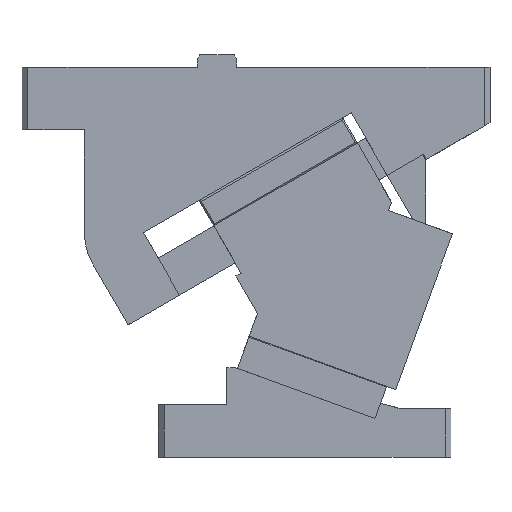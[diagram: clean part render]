
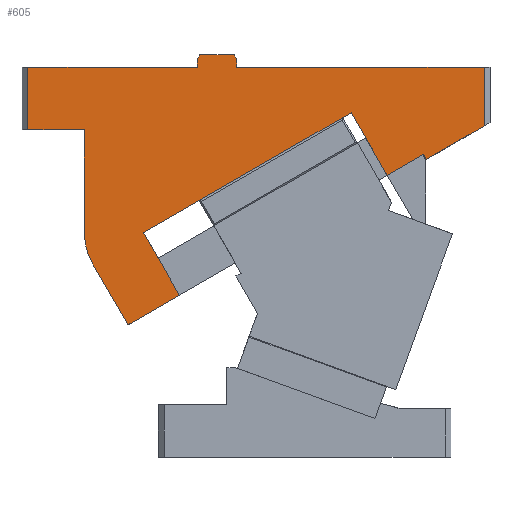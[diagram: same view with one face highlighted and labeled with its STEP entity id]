
A CAD part, front view. The second image highlights one B-rep face of the part: STEP entity #605.
In plain terms, the highlighted planar face has unit normal (0, -1, 0).
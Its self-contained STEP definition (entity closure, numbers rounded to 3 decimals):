
#228=CARTESIAN_POINT('Vertex',(40.,0.,200.)) ;
#232=CARTESIAN_POINT('Control Point',(40.,0.,200.)) ;
#233=CARTESIAN_POINT('Control Point',(65.4,0.,200.)) ;
#234=CARTESIAN_POINT('Control Point',(90.8,0.,200.)) ;
#235=CARTESIAN_POINT('Control Point',(116.2,0.,200.)) ;
#236=CARTESIAN_POINT('Control Point',(141.6,0.,200.)) ;
#237=CARTESIAN_POINT('Control Point',(167.,0.,200.)) ;
#238=CARTESIAN_POINT('Vertex',(167.,0.,200.)) ;
#401=CARTESIAN_POINT('Control Point',(167.,0.,169.934)) ;
#402=CARTESIAN_POINT('Control Point',(167.,0.,175.947)) ;
#403=CARTESIAN_POINT('Control Point',(167.,0.,181.96)) ;
#404=CARTESIAN_POINT('Control Point',(167.,0.,187.974)) ;
#405=CARTESIAN_POINT('Control Point',(167.,0.,193.987)) ;
#406=CARTESIAN_POINT('Control Point',(167.,0.,200.)) ;
#407=CARTESIAN_POINT('Vertex',(167.,0.,169.934)) ;
#422=CARTESIAN_POINT('Axis2P3D Location',(28.569,0.,41.437)) ;
#427=CARTESIAN_POINT('Line Origine',(20.,0.,202.25)) ;
#431=CARTESIAN_POINT('Vertex',(20.,0.,200.)) ;
#433=CARTESIAN_POINT('Vertex',(20.,0.,204.5)) ;
#437=CARTESIAN_POINT('Control Point',(-67.,0.,200.)) ;
#438=CARTESIAN_POINT('Control Point',(-49.6,0.,200.)) ;
#439=CARTESIAN_POINT('Control Point',(-32.2,0.,200.)) ;
#440=CARTESIAN_POINT('Control Point',(-14.8,0.,200.)) ;
#441=CARTESIAN_POINT('Control Point',(2.6,0.,200.)) ;
#442=CARTESIAN_POINT('Control Point',(20.,0.,200.)) ;
#443=CARTESIAN_POINT('Vertex',(-67.,0.,200.)) ;
#447=CARTESIAN_POINT('Control Point',(-67.,0.,168.)) ;
#448=CARTESIAN_POINT('Control Point',(-67.,0.,174.4)) ;
#449=CARTESIAN_POINT('Control Point',(-67.,0.,180.8)) ;
#450=CARTESIAN_POINT('Control Point',(-67.,0.,187.2)) ;
#451=CARTESIAN_POINT('Control Point',(-67.,0.,193.6)) ;
#452=CARTESIAN_POINT('Control Point',(-67.,0.,200.)) ;
#453=CARTESIAN_POINT('Vertex',(-67.,0.,168.)) ;
#456=CARTESIAN_POINT('Line Origine',(-52.5,0.,168.)) ;
#460=CARTESIAN_POINT('Vertex',(-38.,0.,168.)) ;
#463=CARTESIAN_POINT('Line Origine',(-38.,0.,141.337)) ;
#467=CARTESIAN_POINT('Vertex',(-38.,0.,114.674)) ;
#470=CARTESIAN_POINT('Axis2P3D Location',(-8.,0.,114.674)) ;
#474=CARTESIAN_POINT('Vertex',(-33.981,0.,99.674)) ;
#478=CARTESIAN_POINT('Control Point',(-15.659,0.,67.94)) ;
#479=CARTESIAN_POINT('Control Point',(-19.323,0.,74.287)) ;
#480=CARTESIAN_POINT('Control Point',(-22.988,0.,80.634)) ;
#481=CARTESIAN_POINT('Control Point',(-26.652,0.,86.981)) ;
#482=CARTESIAN_POINT('Control Point',(-30.316,0.,93.327)) ;
#483=CARTESIAN_POINT('Control Point',(-33.981,0.,99.674)) ;
#484=CARTESIAN_POINT('Vertex',(-15.659,0.,67.94)) ;
#488=CARTESIAN_POINT('Control Point',(-15.659,0.,67.94)) ;
#489=CARTESIAN_POINT('Control Point',(-10.376,0.,70.99)) ;
#490=CARTESIAN_POINT('Control Point',(-5.093,0.,74.04)) ;
#491=CARTESIAN_POINT('Control Point',(0.189,0.,77.09)) ;
#492=CARTESIAN_POINT('Control Point',(5.472,0.,80.14)) ;
#493=CARTESIAN_POINT('Control Point',(10.755,0.,83.19)) ;
#494=CARTESIAN_POINT('Vertex',(10.755,0.,83.19)) ;
#498=CARTESIAN_POINT('Control Point',(10.755,0.,83.19)) ;
#499=CARTESIAN_POINT('Control Point',(7.055,0.,89.598)) ;
#500=CARTESIAN_POINT('Control Point',(3.355,0.,96.007)) ;
#501=CARTESIAN_POINT('Control Point',(-0.345,0.,102.416)) ;
#502=CARTESIAN_POINT('Control Point',(-4.045,0.,108.824)) ;
#503=CARTESIAN_POINT('Control Point',(-7.745,0.,115.233)) ;
#504=CARTESIAN_POINT('Vertex',(-7.745,0.,115.233)) ;
#508=CARTESIAN_POINT('Control Point',(98.776,0.,176.733)) ;
#509=CARTESIAN_POINT('Control Point',(77.472,0.,164.433)) ;
#510=CARTESIAN_POINT('Control Point',(56.168,0.,152.133)) ;
#511=CARTESIAN_POINT('Control Point',(34.863,0.,139.833)) ;
#512=CARTESIAN_POINT('Control Point',(13.559,0.,127.533)) ;
#513=CARTESIAN_POINT('Control Point',(-7.745,0.,115.233)) ;
#514=CARTESIAN_POINT('Vertex',(98.776,0.,176.733)) ;
#518=CARTESIAN_POINT('Control Point',(117.276,0.,144.69)) ;
#519=CARTESIAN_POINT('Control Point',(113.576,0.,151.098)) ;
#520=CARTESIAN_POINT('Control Point',(109.876,0.,157.507)) ;
#521=CARTESIAN_POINT('Control Point',(106.176,0.,163.916)) ;
#522=CARTESIAN_POINT('Control Point',(102.476,0.,170.324)) ;
#523=CARTESIAN_POINT('Control Point',(98.776,0.,176.733)) ;
#524=CARTESIAN_POINT('Vertex',(117.276,0.,144.69)) ;
#527=CARTESIAN_POINT('Line Origine',(126.586,0.,150.065)) ;
#531=CARTESIAN_POINT('Vertex',(135.896,0.,155.44)) ;
#534=CARTESIAN_POINT('Line Origine',(136.646,0.,154.141)) ;
#538=CARTESIAN_POINT('Vertex',(137.396,0.,152.842)) ;
#542=CARTESIAN_POINT('Control Point',(137.396,0.,152.842)) ;
#543=CARTESIAN_POINT('Control Point',(137.717,0.,153.027)) ;
#544=CARTESIAN_POINT('Control Point',(138.037,0.,153.212)) ;
#545=CARTESIAN_POINT('Control Point',(138.358,0.,153.397)) ;
#546=CARTESIAN_POINT('Control Point',(138.679,0.,153.583)) ;
#547=CARTESIAN_POINT('Control Point',(139.,0.,153.768)) ;
#548=CARTESIAN_POINT('Vertex',(139.,0.,153.768)) ;
#551=CARTESIAN_POINT('Line Origine',(153.,0.,161.851)) ;
#556=CARTESIAN_POINT('Line Origine',(40.,0.,202.25)) ;
#560=CARTESIAN_POINT('Vertex',(40.,0.,204.5)) ;
#563=CARTESIAN_POINT('Line Origine',(39.423,0.,205.5)) ;
#567=CARTESIAN_POINT('Vertex',(38.845,0.,206.5)) ;
#570=CARTESIAN_POINT('Line Origine',(30.,0.,206.5)) ;
#574=CARTESIAN_POINT('Vertex',(21.155,0.,206.5)) ;
#577=CARTESIAN_POINT('Line Origine',(20.577,0.,205.5)) ;
#423=DIRECTION('Axis2P3D Direction',(0.,-1.,0.)) ;
#424=DIRECTION('Axis2P3D XDirection',(0.94,0.,-0.342)) ;
#428=DIRECTION('Vector Direction',(0.,0.,1.)) ;
#457=DIRECTION('Vector Direction',(1.,0.,0.)) ;
#464=DIRECTION('Vector Direction',(0.,0.,1.)) ;
#471=DIRECTION('Axis2P3D Direction',(0.,-1.,0.)) ;
#528=DIRECTION('Vector Direction',(0.866,0.,0.5)) ;
#535=DIRECTION('Vector Direction',(-0.5,0.,0.866)) ;
#552=DIRECTION('Vector Direction',(-0.866,0.,-0.5)) ;
#557=DIRECTION('Vector Direction',(0.,0.,1.)) ;
#564=DIRECTION('Vector Direction',(0.5,0.,-0.866)) ;
#571=DIRECTION('Vector Direction',(-1.,0.,0.)) ;
#578=DIRECTION('Vector Direction',(-0.5,0.,-0.866)) ;
#425=AXIS2_PLACEMENT_3D('Plane Axis2P3D',#422,#423,#424) ;
#472=AXIS2_PLACEMENT_3D('Circle Axis2P3D',#470,#471,$) ;
#583=ORIENTED_EDGE('',*,*,#435,.F.) ;
#584=ORIENTED_EDGE('',*,*,#445,.F.) ;
#585=ORIENTED_EDGE('',*,*,#455,.F.) ;
#586=ORIENTED_EDGE('',*,*,#462,.T.) ;
#587=ORIENTED_EDGE('',*,*,#469,.F.) ;
#588=ORIENTED_EDGE('',*,*,#476,.F.) ;
#589=ORIENTED_EDGE('',*,*,#486,.F.) ;
#590=ORIENTED_EDGE('',*,*,#496,.T.) ;
#591=ORIENTED_EDGE('',*,*,#506,.T.) ;
#592=ORIENTED_EDGE('',*,*,#516,.F.) ;
#593=ORIENTED_EDGE('',*,*,#526,.F.) ;
#594=ORIENTED_EDGE('',*,*,#533,.T.) ;
#595=ORIENTED_EDGE('',*,*,#540,.F.) ;
#596=ORIENTED_EDGE('',*,*,#550,.T.) ;
#597=ORIENTED_EDGE('',*,*,#555,.F.) ;
#598=ORIENTED_EDGE('',*,*,#409,.T.) ;
#599=ORIENTED_EDGE('',*,*,#240,.F.) ;
#600=ORIENTED_EDGE('',*,*,#562,.T.) ;
#601=ORIENTED_EDGE('',*,*,#569,.F.) ;
#602=ORIENTED_EDGE('',*,*,#576,.F.) ;
#603=ORIENTED_EDGE('',*,*,#581,.F.) ;
#429=VECTOR('Line Direction',#428,1.) ;
#458=VECTOR('Line Direction',#457,1.) ;
#465=VECTOR('Line Direction',#464,1.) ;
#529=VECTOR('Line Direction',#528,1.) ;
#536=VECTOR('Line Direction',#535,1.) ;
#553=VECTOR('Line Direction',#552,1.) ;
#558=VECTOR('Line Direction',#557,1.) ;
#565=VECTOR('Line Direction',#564,1.) ;
#572=VECTOR('Line Direction',#571,1.) ;
#579=VECTOR('Line Direction',#578,1.) ;
#605=ADVANCED_FACE('CAM HOLDER',(#604),#426,.T.) ;
#231=B_SPLINE_CURVE_WITH_KNOTS('',5,(#232,#233,#234,#235,#236,#237),.UNSPECIFIED.,.F.,.U.,(6,6),(0.,127.),.UNSPECIFIED.) ;
#400=B_SPLINE_CURVE_WITH_KNOTS('',5,(#401,#402,#403,#404,#405,#406),.UNSPECIFIED.,.F.,.U.,(6,6),(1.934,32.),.UNSPECIFIED.) ;
#436=B_SPLINE_CURVE_WITH_KNOTS('',5,(#437,#438,#439,#440,#441,#442),.UNSPECIFIED.,.F.,.U.,(6,6),(0.,87.),.UNSPECIFIED.) ;
#446=B_SPLINE_CURVE_WITH_KNOTS('',5,(#447,#448,#449,#450,#451,#452),.UNSPECIFIED.,.F.,.U.,(6,6),(0.,32.),.UNSPECIFIED.) ;
#477=B_SPLINE_CURVE_WITH_KNOTS('',5,(#478,#479,#480,#481,#482,#483),.UNSPECIFIED.,.F.,.U.,(6,6),(0.,36.644),.UNSPECIFIED.) ;
#487=B_SPLINE_CURVE_WITH_KNOTS('',5,(#488,#489,#490,#491,#492,#493),.UNSPECIFIED.,.F.,.U.,(6,6),(0.,30.5),.UNSPECIFIED.) ;
#497=B_SPLINE_CURVE_WITH_KNOTS('',5,(#498,#499,#500,#501,#502,#503),.UNSPECIFIED.,.F.,.U.,(6,6),(0.,37.),.UNSPECIFIED.) ;
#507=B_SPLINE_CURVE_WITH_KNOTS('',5,(#508,#509,#510,#511,#512,#513),.UNSPECIFIED.,.F.,.U.,(6,6),(0.,123.),.UNSPECIFIED.) ;
#517=B_SPLINE_CURVE_WITH_KNOTS('',5,(#518,#519,#520,#521,#522,#523),.UNSPECIFIED.,.F.,.U.,(6,6),(3.,40.),.UNSPECIFIED.) ;
#541=B_SPLINE_CURVE_WITH_KNOTS('',5,(#542,#543,#544,#545,#546,#547),.UNSPECIFIED.,.F.,.U.,(6,6),(21.5,23.353),.UNSPECIFIED.) ;
#473=CIRCLE('generated circle',#472,30.) ;
#240=EDGE_CURVE('',#229,#239,#231,.T.) ;
#409=EDGE_CURVE('',#408,#239,#400,.T.) ;
#435=EDGE_CURVE('',#432,#434,#430,.T.) ;
#445=EDGE_CURVE('',#444,#432,#436,.T.) ;
#455=EDGE_CURVE('',#454,#444,#446,.T.) ;
#462=EDGE_CURVE('',#454,#461,#459,.T.) ;
#469=EDGE_CURVE('',#468,#461,#466,.T.) ;
#476=EDGE_CURVE('',#475,#468,#473,.F.) ;
#486=EDGE_CURVE('',#485,#475,#477,.T.) ;
#496=EDGE_CURVE('',#485,#495,#487,.T.) ;
#506=EDGE_CURVE('',#495,#505,#497,.T.) ;
#516=EDGE_CURVE('',#515,#505,#507,.T.) ;
#526=EDGE_CURVE('',#525,#515,#517,.T.) ;
#533=EDGE_CURVE('',#525,#532,#530,.T.) ;
#540=EDGE_CURVE('',#539,#532,#537,.T.) ;
#550=EDGE_CURVE('',#539,#549,#541,.T.) ;
#555=EDGE_CURVE('',#408,#549,#554,.T.) ;
#562=EDGE_CURVE('',#229,#561,#559,.T.) ;
#569=EDGE_CURVE('',#568,#561,#566,.T.) ;
#576=EDGE_CURVE('',#575,#568,#573,.F.) ;
#581=EDGE_CURVE('',#434,#575,#580,.F.) ;
#582=EDGE_LOOP('',(#583,#584,#585,#586,#587,#588,#589,#590,#591,#592,#593,#594,#595,#596,#597,#598,#599,#600,#601,#602,#603)) ;
#604=FACE_OUTER_BOUND('',#582,.T.) ;
#430=LINE('Line',#427,#429) ;
#459=LINE('Line',#456,#458) ;
#466=LINE('Line',#463,#465) ;
#530=LINE('Line',#527,#529) ;
#537=LINE('Line',#534,#536) ;
#554=LINE('Line',#551,#553) ;
#559=LINE('Line',#556,#558) ;
#566=LINE('Line',#563,#565) ;
#573=LINE('Line',#570,#572) ;
#580=LINE('Line',#577,#579) ;
#426=PLANE('Plane',#425) ;
#229=VERTEX_POINT('',#228) ;
#239=VERTEX_POINT('',#238) ;
#408=VERTEX_POINT('',#407) ;
#432=VERTEX_POINT('',#431) ;
#434=VERTEX_POINT('',#433) ;
#444=VERTEX_POINT('',#443) ;
#454=VERTEX_POINT('',#453) ;
#461=VERTEX_POINT('',#460) ;
#468=VERTEX_POINT('',#467) ;
#475=VERTEX_POINT('',#474) ;
#485=VERTEX_POINT('',#484) ;
#495=VERTEX_POINT('',#494) ;
#505=VERTEX_POINT('',#504) ;
#515=VERTEX_POINT('',#514) ;
#525=VERTEX_POINT('',#524) ;
#532=VERTEX_POINT('',#531) ;
#539=VERTEX_POINT('',#538) ;
#549=VERTEX_POINT('',#548) ;
#561=VERTEX_POINT('',#560) ;
#568=VERTEX_POINT('',#567) ;
#575=VERTEX_POINT('',#574) ;
